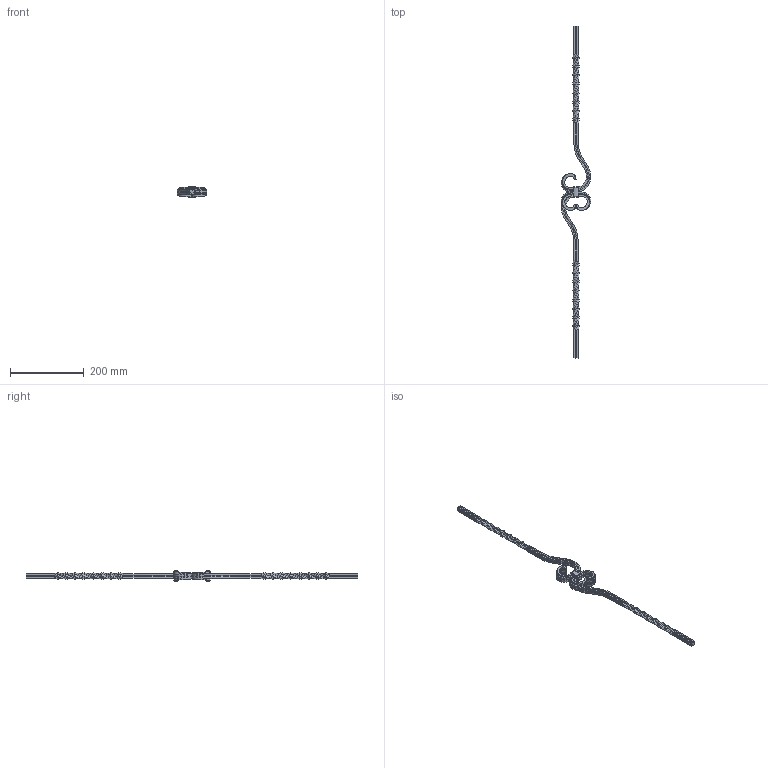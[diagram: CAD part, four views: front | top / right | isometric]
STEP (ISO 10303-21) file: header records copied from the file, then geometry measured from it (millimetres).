
FILE_DESCRIPTION (( 'STEP AP203' ), '1' );
FILE_NAME ('1208.STEP', '2023-06-13T14:25:53', ( '' ), ( '' ), 'SwSTEP 2.0', 'SolidWorks 2018', '' );
FILE_SCHEMA (( 'CONFIG_CONTROL_DESIGN' ));
Products named in the file (1): 1208
Bounding box: 80 x 900 x 28.25 mm (x, y, z)
Volume: 174813.1 mm3; surface area: 67485.9 mm2
Topology: 6 solids, 6 shells, 631 faces, 1486 edges, 884 vertices
Faces by surface type: plane 280, bspline 186, cylinder 81, cone 48, torus 36
Entity records: 35258 total; most frequent: CARTESIAN_POINT 22232, ORIENTED_EDGE 2972, DIRECTION 2119, EDGE_CURVE 1486, VERTEX_POINT 884, VECTOR 745, LINE 745, AXIS2_PLACEMENT_3D 687
